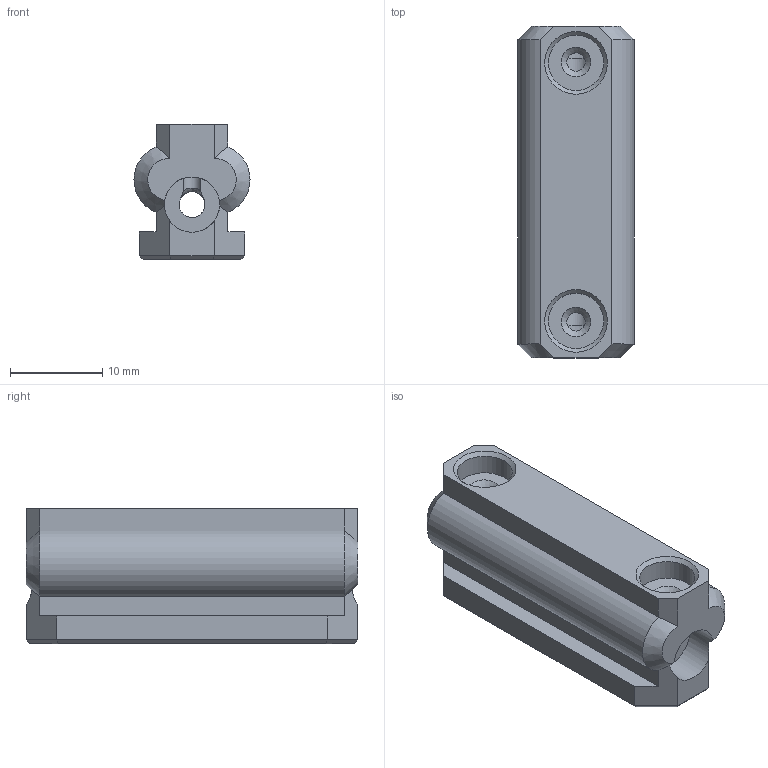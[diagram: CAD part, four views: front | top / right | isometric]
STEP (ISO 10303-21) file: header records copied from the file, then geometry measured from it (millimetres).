
FILE_DESCRIPTION(/* description */ (''),/* implementation_level */ '2;1');
FILE_NAME(/* name */ 'ProbeLoose.step',/* time_stamp */ '2022-05-29T17:30:02+02:00',/* author */ (''),/* organization */ (''),/* preprocessor_version */ 'ST-DEVELOPER v18.1',/* originating_system */ 'Autodesk Translation Framework v10.14.0.1471',/* authorisation */ '');
FILE_SCHEMA (('AUTOMOTIVE_DESIGN { 1 0 10303 214 3 1 1 }'));
Length unit declared in the file: millimetre
Products named in the file (1): Probe
Bounding box: 12.6 x 36 x 14.67 mm (x, y, z)
Volume: 3892.4 mm3; surface area: 2987.7 mm2
Topology: 1 solids, 1 shells, 110 faces, 299 edges, 190 vertices
Faces by surface type: plane 73, cylinder 21, cone 14, bspline 2
Full cylindrical faces by diameter (mm): 2 x2, 2.8 x2, 6 x5
Entity records: 4085 total; most frequent: CARTESIAN_POINT 1286, ORIENTED_EDGE 598, DIRECTION 558, EDGE_CURVE 299, VERTEX_POINT 190, AXIS2_PLACEMENT_3D 189, LINE 180, VECTOR 180
